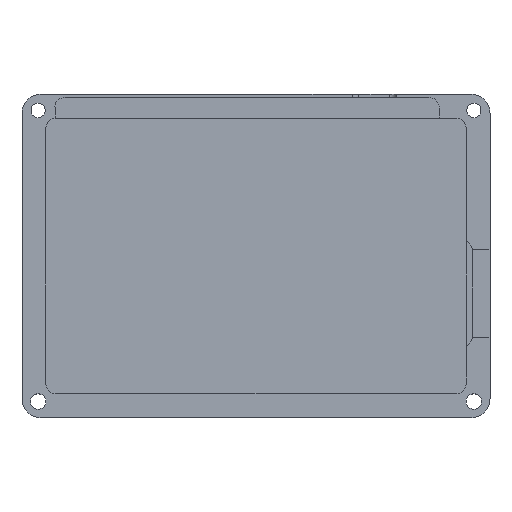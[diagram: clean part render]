
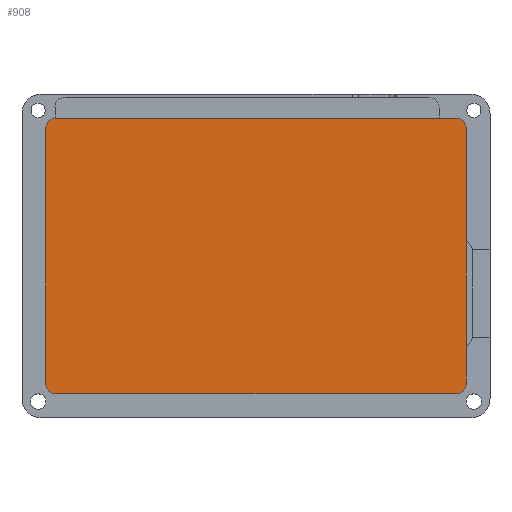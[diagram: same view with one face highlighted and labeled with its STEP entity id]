
A CAD part, top view. The second image highlights one B-rep face of the part: STEP entity #908.
In plain terms, the highlighted planar face has unit normal (0, 0, 1).
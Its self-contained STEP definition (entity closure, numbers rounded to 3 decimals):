
#50=PLANE('',#1017);
#92=FACE_OUTER_BOUND('',#153,.T.);
#153=EDGE_LOOP('',(#782,#783,#784,#785,#786,#787,#788,#789));
#231=LINE('',#1540,#312);
#235=LINE('',#1550,#316);
#236=LINE('',#1555,#317);
#237=LINE('',#1558,#318);
#312=VECTOR('',#1259,10.);
#316=VECTOR('',#1269,10.);
#317=VECTOR('',#1274,10.);
#318=VECTOR('',#1277,10.);
#373=CIRCLE('',#1016,2.);
#374=CIRCLE('',#1018,2.);
#375=CIRCLE('',#1019,2.);
#376=CIRCLE('',#1020,2.);
#455=VERTEX_POINT('',#1537);
#456=VERTEX_POINT('',#1539);
#457=VERTEX_POINT('',#1543);
#458=VERTEX_POINT('',#1544);
#459=VERTEX_POINT('',#1549);
#460=VERTEX_POINT('',#1552);
#461=VERTEX_POINT('',#1554);
#462=VERTEX_POINT('',#1556);
#571=EDGE_CURVE('',#455,#456,#231,.T.);
#573=EDGE_CURVE('',#457,#458,#373,.T.);
#576=EDGE_CURVE('',#459,#458,#235,.T.);
#577=EDGE_CURVE('',#459,#456,#374,.T.);
#578=EDGE_CURVE('',#455,#460,#375,.T.);
#579=EDGE_CURVE('',#461,#460,#236,.T.);
#580=EDGE_CURVE('',#461,#462,#376,.T.);
#581=EDGE_CURVE('',#457,#462,#237,.T.);
#782=ORIENTED_EDGE('',*,*,#573,.T.);
#783=ORIENTED_EDGE('',*,*,#576,.F.);
#784=ORIENTED_EDGE('',*,*,#577,.T.);
#785=ORIENTED_EDGE('',*,*,#571,.F.);
#786=ORIENTED_EDGE('',*,*,#578,.T.);
#787=ORIENTED_EDGE('',*,*,#579,.F.);
#788=ORIENTED_EDGE('',*,*,#580,.T.);
#789=ORIENTED_EDGE('',*,*,#581,.F.);
#908=ADVANCED_FACE('',(#92),#50,.T.);
#1016=AXIS2_PLACEMENT_3D('',#1545,#1263,#1264);
#1017=AXIS2_PLACEMENT_3D('',#1548,#1267,#1268);
#1018=AXIS2_PLACEMENT_3D('',#1551,#1270,#1271);
#1019=AXIS2_PLACEMENT_3D('',#1553,#1272,#1273);
#1020=AXIS2_PLACEMENT_3D('',#1557,#1275,#1276);
#1259=DIRECTION('',(1.,0.,0.));
#1263=DIRECTION('center_axis',(0.,0.,1.));
#1264=DIRECTION('ref_axis',(0.707,-0.707,0.));
#1267=DIRECTION('center_axis',(0.,0.,1.));
#1268=DIRECTION('ref_axis',(1.,0.,0.));
#1269=DIRECTION('',(0.,-1.,0.));
#1270=DIRECTION('center_axis',(0.,0.,1.));
#1271=DIRECTION('ref_axis',(0.707,0.707,0.));
#1272=DIRECTION('center_axis',(0.,0.,1.));
#1273=DIRECTION('ref_axis',(-0.707,0.707,0.));
#1274=DIRECTION('',(0.,1.,0.));
#1275=DIRECTION('center_axis',(0.,0.,1.));
#1276=DIRECTION('ref_axis',(-0.707,-0.707,0.));
#1277=DIRECTION('',(-1.,0.,0.));
#1537=CARTESIAN_POINT('',(89.075,-42.862,-3.4));
#1539=CARTESIAN_POINT('',(172.67,-42.862,-3.4));
#1540=CARTESIAN_POINT('',(108.974,-42.862,-3.4));
#1543=CARTESIAN_POINT('',(172.67,-100.327,-3.4));
#1544=CARTESIAN_POINT('',(174.67,-98.327,-3.4));
#1545=CARTESIAN_POINT('Origin',(172.67,-98.327,-3.4));
#1548=CARTESIAN_POINT('Origin',(130.873,-71.595,-3.4));
#1549=CARTESIAN_POINT('',(174.67,-44.862,-3.4));
#1550=CARTESIAN_POINT('',(174.67,-57.228,-3.4));
#1551=CARTESIAN_POINT('Origin',(172.67,-44.862,-3.4));
#1552=CARTESIAN_POINT('',(87.075,-44.862,-3.4));
#1553=CARTESIAN_POINT('Origin',(89.075,-44.862,-3.4));
#1554=CARTESIAN_POINT('',(87.075,-98.327,-3.4));
#1555=CARTESIAN_POINT('',(87.075,-85.961,-3.4));
#1556=CARTESIAN_POINT('',(89.075,-100.327,-3.4));
#1557=CARTESIAN_POINT('Origin',(89.075,-98.327,-3.4));
#1558=CARTESIAN_POINT('',(152.771,-100.327,-3.4));
